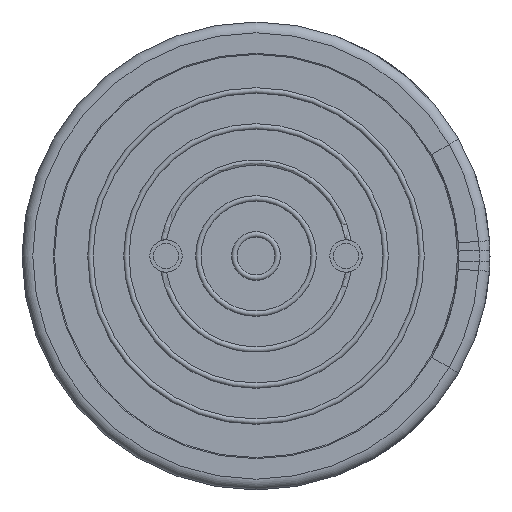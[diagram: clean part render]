
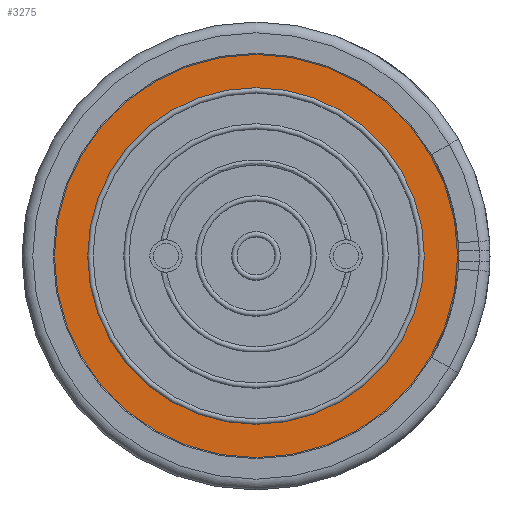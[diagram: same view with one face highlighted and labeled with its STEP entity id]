
A CAD part, front view. The second image highlights one B-rep face of the part: STEP entity #3275.
In plain terms, the highlighted planar face has unit normal (0, -1, 0).
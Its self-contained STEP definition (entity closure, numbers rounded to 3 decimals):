
#73=FACE_BOUND('',#513,.T.);
#234=PLANE('',#3647);
#358=FACE_OUTER_BOUND('',#512,.T.);
#512=EDGE_LOOP('',(#2937,#2938));
#513=EDGE_LOOP('',(#2939,#2940));
#992=CIRCLE('',#3574,5.6);
#993=CIRCLE('',#3575,5.6);
#1021=CIRCLE('',#3610,4.675);
#1022=CIRCLE('',#3611,4.675);
#1411=VERTEX_POINT('',#6416);
#1412=VERTEX_POINT('',#6418);
#1435=VERTEX_POINT('',#6484);
#1436=VERTEX_POINT('',#6485);
#1892=EDGE_CURVE('',#1411,#1412,#992,.T.);
#1893=EDGE_CURVE('',#1412,#1411,#993,.T.);
#1928=EDGE_CURVE('',#1435,#1436,#1021,.T.);
#1929=EDGE_CURVE('',#1436,#1435,#1022,.T.);
#2937=ORIENTED_EDGE('',*,*,#1893,.F.);
#2938=ORIENTED_EDGE('',*,*,#1892,.F.);
#2939=ORIENTED_EDGE('',*,*,#1928,.T.);
#2940=ORIENTED_EDGE('',*,*,#1929,.T.);
#3275=ADVANCED_FACE('',(#358,#73),#234,.T.);
#3574=AXIS2_PLACEMENT_3D('',#6419,#4328,#4329);
#3575=AXIS2_PLACEMENT_3D('',#6420,#4330,#4331);
#3610=AXIS2_PLACEMENT_3D('',#6486,#4407,#4408);
#3611=AXIS2_PLACEMENT_3D('',#6487,#4409,#4410);
#3647=AXIS2_PLACEMENT_3D('',#6551,#4487,#4488);
#4328=DIRECTION('center_axis',(0.,1.,0.));
#4329=DIRECTION('ref_axis',(1.,0.,0.));
#4330=DIRECTION('center_axis',(0.,1.,0.));
#4331=DIRECTION('ref_axis',(1.,0.,0.));
#4407=DIRECTION('center_axis',(0.,1.,0.));
#4408=DIRECTION('ref_axis',(-1.,0.,0.));
#4409=DIRECTION('center_axis',(0.,1.,0.));
#4410=DIRECTION('ref_axis',(-1.,0.,0.));
#4487=DIRECTION('center_axis',(0.,-1.,0.));
#4488=DIRECTION('ref_axis',(0.,0.,-1.));
#6416=CARTESIAN_POINT('',(-5.6,0.1,0.));
#6418=CARTESIAN_POINT('',(5.6,0.1,0.));
#6419=CARTESIAN_POINT('Origin',(0.,0.1,0.));
#6420=CARTESIAN_POINT('Origin',(0.,0.1,0.));
#6484=CARTESIAN_POINT('',(-4.675,0.1,0.));
#6485=CARTESIAN_POINT('',(4.675,0.1,0.));
#6486=CARTESIAN_POINT('Origin',(0.,0.1,0.));
#6487=CARTESIAN_POINT('Origin',(0.,0.1,0.));
#6551=CARTESIAN_POINT('Origin',(0.,0.1,0.));
